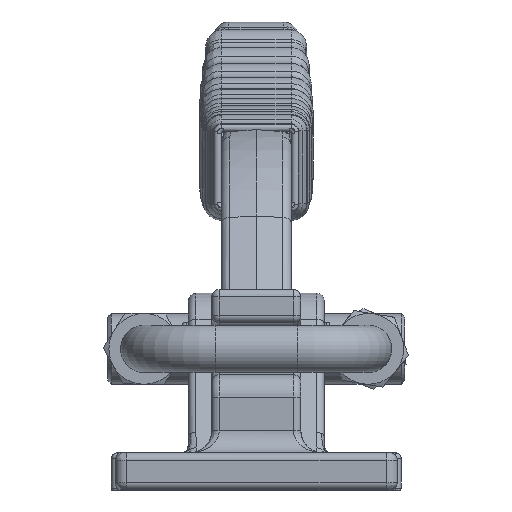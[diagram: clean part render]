
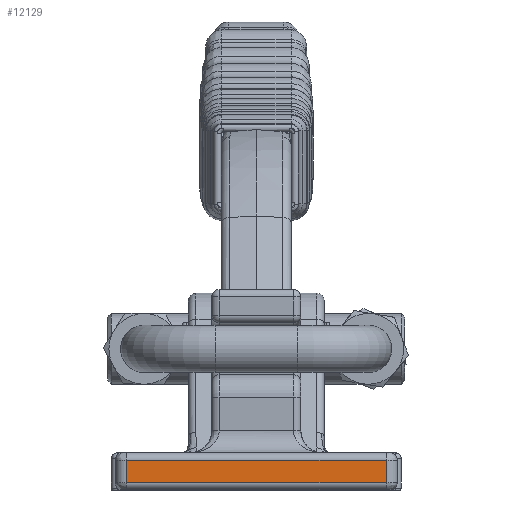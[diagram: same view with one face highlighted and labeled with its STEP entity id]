
A CAD part, left-side view. The second image highlights one B-rep face of the part: STEP entity #12129.
In plain terms, the highlighted planar face has unit normal (-1, 0, 0).
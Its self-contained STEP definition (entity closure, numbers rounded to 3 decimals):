
#466=PLANE('',#13527);
#961=LINE('',#30394,#1406);
#962=LINE('',#30398,#1407);
#963=LINE('',#30400,#1408);
#964=LINE('',#30401,#1409);
#1406=VECTOR('',#16321,10.);
#1407=VECTOR('',#16326,10.);
#1408=VECTOR('',#16327,10.);
#1409=VECTOR('',#16328,10.);
#2287=FACE_OUTER_BOUND('',#3057,.T.);
#3057=EDGE_LOOP('',(#10060,#10061,#10062,#10063));
#5162=VERTEX_POINT('',#30363);
#5169=VERTEX_POINT('',#30393);
#5170=VERTEX_POINT('',#30397);
#5171=VERTEX_POINT('',#30399);
#6817=EDGE_CURVE('',#5162,#5169,#961,.T.);
#6819=EDGE_CURVE('',#5170,#5162,#962,.T.);
#6820=EDGE_CURVE('',#5171,#5170,#963,.T.);
#6821=EDGE_CURVE('',#5169,#5171,#964,.T.);
#10060=ORIENTED_EDGE('',*,*,#6819,.F.);
#10061=ORIENTED_EDGE('',*,*,#6820,.F.);
#10062=ORIENTED_EDGE('',*,*,#6821,.F.);
#10063=ORIENTED_EDGE('',*,*,#6817,.F.);
#12129=ADVANCED_FACE('',(#2287),#466,.T.);
#13527=AXIS2_PLACEMENT_3D('',#30396,#16324,#16325);
#16321=DIRECTION('',(0.,0.,-1.));
#16324=DIRECTION('center_axis',(-1.,0.,0.));
#16325=DIRECTION('ref_axis',(0.,0.,
-1.));
#16326=DIRECTION('',(0.,-1.,0.));
#16327=DIRECTION('',(0.,0.,1.));
#16328=DIRECTION('',(0.,1.,0.));
#30363=CARTESIAN_POINT('',(-97.152,4.,8.));
#30393=CARTESIAN_POINT('',(-97.152,4.,2.));
#30394=CARTESIAN_POINT('',(-97.152,4.,10.));
#30396=CARTESIAN_POINT('Origin',(-97.152,77.,10.));
#30397=CARTESIAN_POINT('',(-97.152,74.,8.));
#30398=CARTESIAN_POINT('',(-97.152,67.5,8.));
#30399=CARTESIAN_POINT('',(-97.152,74.,2.));
#30400=CARTESIAN_POINT('',(-97.152,74.,10.));
#30401=CARTESIAN_POINT('',(-97.152,67.5,2.));
